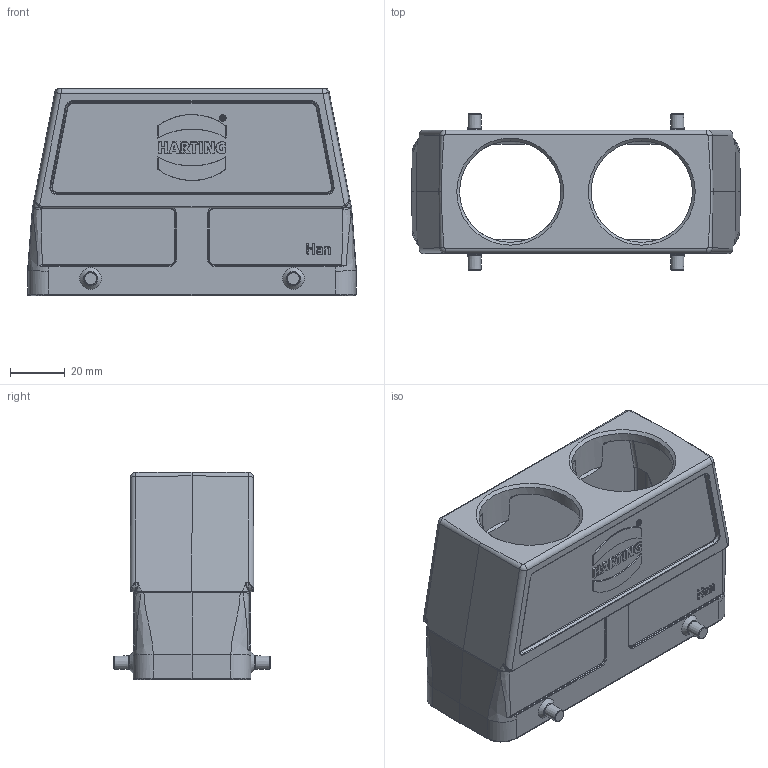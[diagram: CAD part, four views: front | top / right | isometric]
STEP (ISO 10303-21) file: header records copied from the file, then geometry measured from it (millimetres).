
FILE_DESCRIPTION(/* description */ (''),/* implementation_level */ '2;1');
FILE_NAME(/* name */ '100765406ugm000_a.stp',/* time_stamp */ '2018-02-09T13:34:57+01:00',/* author */ (''),/* organization */ (''),/* preprocessor_version */ 'ST-DEVELOPER v16',/* originating_system */ 'SIEMENS PLM Software NX 10.0',/* authorisation */ '');
FILE_SCHEMA (('AUTOMOTIVE_DESIGN { 1 0 10303 214 3 1 1 1 }'));
Length unit declared in the file: millimetre
Products named in the file (1): 100765406ugm000_a
Bounding box: 120 x 57.2 x 75.6 mm (x, y, z)
Volume: 89201.3 mm3; surface area: 50088.3 mm2
Topology: 1 solids, 1 shells, 561 faces, 1970 edges, 2023 vertices
Faces by surface type: plane 179, cylinder 134, bspline 132, cone 56, torus 54, sphere 6
Full cylindrical faces by diameter (mm): 2.74 x4, 37 x2
Entity records: 29241 total; most frequent: CARTESIAN_POINT 9670, ORIENTED_EDGE 2650, DIRECTION 2479, EDGE_CURVE 1325, PRESENTATION_STYLE_ASSIGNMENT 1158, AXIS2_PLACEMENT_3D 896, VERTEX_POINT 832, B_SPLINE_CURVE_WITH_KNOTS 748
